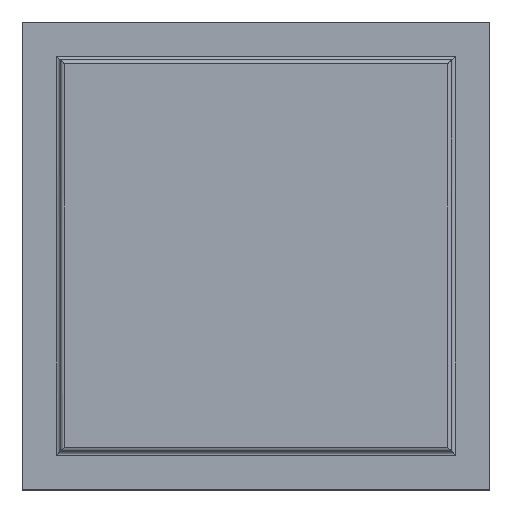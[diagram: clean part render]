
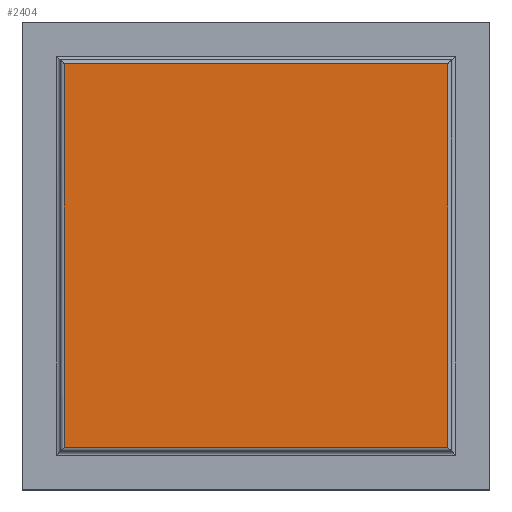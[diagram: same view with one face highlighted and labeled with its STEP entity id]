
A CAD part, top view. The second image highlights one B-rep face of the part: STEP entity #2404.
In plain terms, the highlighted planar face has unit normal (0, 0, 1).
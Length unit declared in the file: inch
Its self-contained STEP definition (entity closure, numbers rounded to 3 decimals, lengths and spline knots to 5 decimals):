
#27 = CARTESIAN_POINT ( 'NONE',  ( 0.19906, -0.19906, 0.388 ) ) ;
#155 = LINE ( 'NONE', #1511, #479 ) ;
#187 = CARTESIAN_POINT ( 'NONE',  ( 0., 0.19906, 0.388 ) ) ;
#426 = DIRECTION ( 'NONE',  ( 0., -1., 0. ) ) ;
#479 = VECTOR ( 'NONE', #426, 39.37008 ) ;
#594 = ORIENTED_EDGE ( 'NONE', *, *, #2130, .T. ) ;
#648 = VERTEX_POINT ( 'NONE', #1964 ) ;
#744 = CARTESIAN_POINT ( 'NONE',  ( -0.19906, -0.19906, 0.388 ) ) ;
#849 = DIRECTION ( 'NONE',  ( 1., 0., 0. ) ) ;
#937 = ORIENTED_EDGE ( 'NONE', *, *, #3109, .T. ) ;
#939 = EDGE_CURVE ( 'NONE', #2338, #1551, #155, .T. ) ;
#989 = DIRECTION ( 'NONE',  ( 0., 1., 0. ) ) ;
#1281 = LINE ( 'NONE', #2224, #3004 ) ;
#1511 = CARTESIAN_POINT ( 'NONE',  ( -0.19906, 0., 0.388 ) ) ;
#1551 = VERTEX_POINT ( 'NONE', #744 ) ;
#1568 = PLANE ( 'NONE',  #2638 ) ;
#1569 = EDGE_LOOP ( 'NONE', ( #594, #2803, #937, #2689 ) ) ;
#1603 = FACE_OUTER_BOUND ( 'NONE', #1569, .T. ) ;
#1674 = CARTESIAN_POINT ( 'NONE',  ( 0., 0., 0.388 ) ) ;
#1694 = VERTEX_POINT ( 'NONE', #27 ) ;
#1711 = DIRECTION ( 'NONE',  ( 0., 0., -1. ) ) ;
#1793 = VECTOR ( 'NONE', #989, 39.37008 ) ;
#1817 = CARTESIAN_POINT ( 'NONE',  ( 0.19906, 0., 0.388 ) ) ;
#1964 = CARTESIAN_POINT ( 'NONE',  ( 0.19906, 0.19906, 0.388 ) ) ;
#2130 = EDGE_CURVE ( 'NONE', #1551, #1694, #1281, .T. ) ;
#2224 = CARTESIAN_POINT ( 'NONE',  ( 0., -0.19906, 0.388 ) ) ;
#2338 = VERTEX_POINT ( 'NONE', #3362 ) ;
#2373 = LINE ( 'NONE', #1817, #1793 ) ;
#2404 = ADVANCED_FACE ( 'NONE', ( #1603 ), #1568, .F. ) ;
#2448 = LINE ( 'NONE', #187, #2540 ) ;
#2540 = VECTOR ( 'NONE', #3289, 39.37008 ) ;
#2638 = AXIS2_PLACEMENT_3D ( 'NONE', #1674, #1711, #3074 ) ;
#2689 = ORIENTED_EDGE ( 'NONE', *, *, #939, .T. ) ;
#2803 = ORIENTED_EDGE ( 'NONE', *, *, #2821, .T. ) ;
#2821 = EDGE_CURVE ( 'NONE', #1694, #648, #2373, .T. ) ;
#3004 = VECTOR ( 'NONE', #849, 39.37008 ) ;
#3074 = DIRECTION ( 'NONE',  ( -1., 0., 0. ) ) ;
#3109 = EDGE_CURVE ( 'NONE', #648, #2338, #2448, .T. ) ;
#3289 = DIRECTION ( 'NONE',  ( -1., 0., 0. ) ) ;
#3362 = CARTESIAN_POINT ( 'NONE',  ( -0.19906, 0.19906, 0.388 ) ) ;
